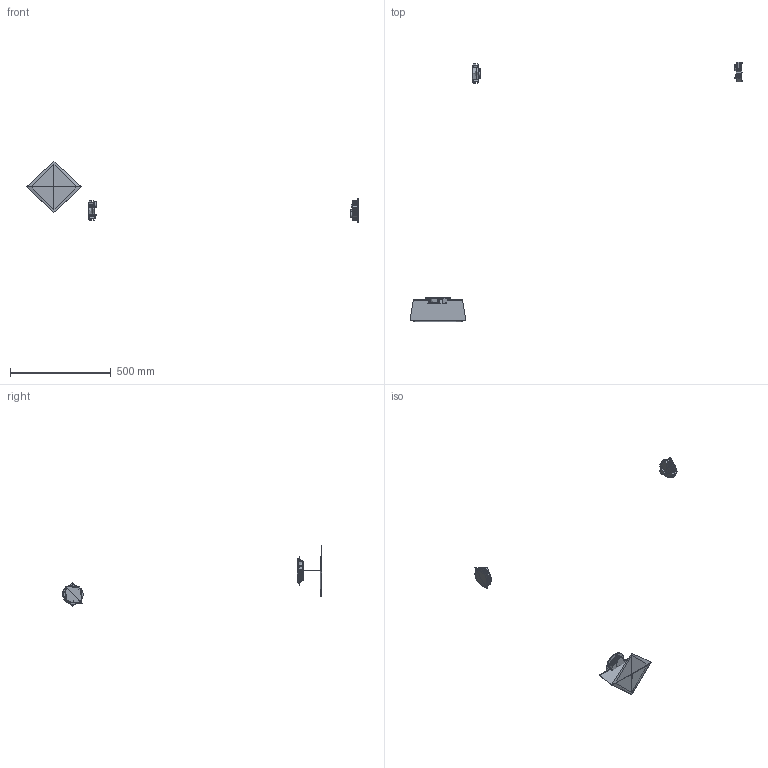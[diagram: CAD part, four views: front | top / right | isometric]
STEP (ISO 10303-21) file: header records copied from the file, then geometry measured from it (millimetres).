
FILE_DESCRIPTION(/* description */ (''),/* implementation_level */ '2;1');
FILE_NAME(/* name */ 'ITKA PARETE#PLAFONE 35',/* time_stamp */ '2012-11-05T12:09:11+01:00',/* author */ (''),/* organization */ (''),/* preprocessor_version */ 'ST-DEVELOPER v10',/* originating_system */ '',/* authorisation */ '');
FILE_SCHEMA (('CONFIG_CONTROL_DESIGN'));
Length unit declared in the file: millimetre
Products named in the file (3): 1; 2; 3
Bounding box: 1646.53 x 1286.85 x 302.33 mm (x, y, z)
Volume: 168179.1 mm3; surface area: 687055.9 mm2
Topology: 9 solids, 57 shells, 445 faces, 1339 edges, 931 vertices
Faces by surface type: bspline 445
Entity records: 22335 total; most frequent: CARTESIAN_POINT 15319, ORIENTED_EDGE 2308, EDGE_CURVE 1266, VERTEX_POINT 876, B_SPLINE_CURVE_WITH_KNOTS 543, EDGE_LOOP 490, ADVANCED_FACE 437, FACE_OUTER_BOUND 437
